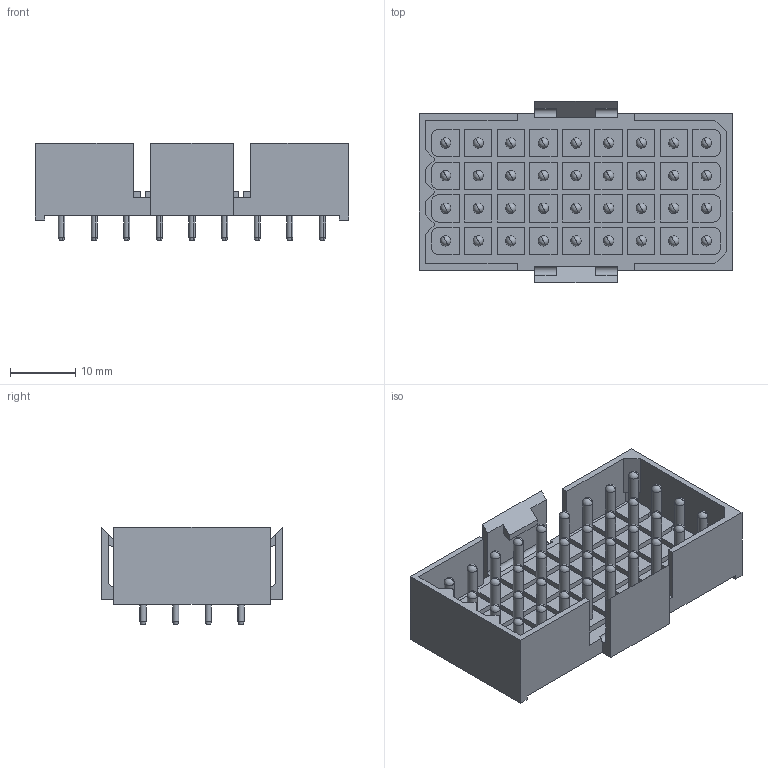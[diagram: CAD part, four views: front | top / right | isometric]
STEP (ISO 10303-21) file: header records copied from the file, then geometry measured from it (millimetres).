
FILE_DESCRIPTION(('CATIA V5 STEP Exchange','CAx-IF Rec.Pracs.--- Model Styling and Organization---1.2---2011-12-15'),'2;1');
FILE_NAME ('D1452073_0_1446500000_1446500000.stp','2018-09-20T17:42:36+00:00',('none'),('Weidmueller'),'CATIA Version 5-6 Release 2014','CATIA V5 STEP AP214','none');
FILE_SCHEMA(('AUTOMOTIVE_DESIGN { 1 0 10303 214 1 1 1 1 }'));
Length unit declared in the file: millimetre
Products named in the file (1): 1446500000
Bounding box: 48 x 27.8 x 15 mm (x, y, z)
Volume: 5646.4 mm3; surface area: 8313.9 mm2
Topology: 37 solids, 37 shells, 694 faces, 1612 edges, 992 vertices
Faces by surface type: plane 313, cylinder 237, sphere 72, cone 72
Entity records: 17040 total; most frequent: ORIENTED_EDGE 3080, CARTESIAN_POINT 2885, DIRECTION 2244, EDGE_CURVE 1540, VERTEX_POINT 992, AXIS2_PLACEMENT_3D 975, VECTOR 918, LINE 918
